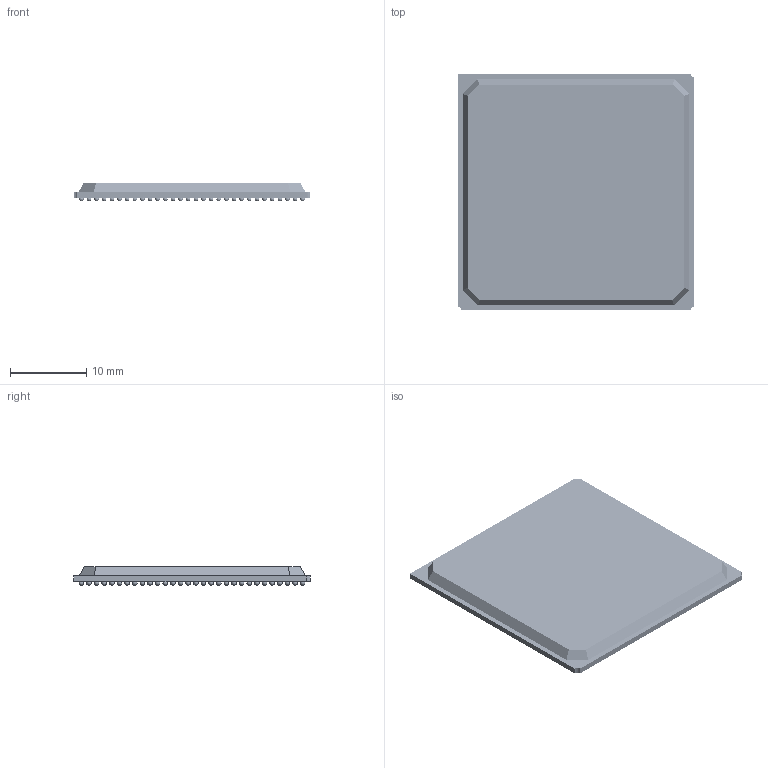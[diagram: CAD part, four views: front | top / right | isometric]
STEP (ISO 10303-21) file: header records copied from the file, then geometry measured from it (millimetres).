
FILE_DESCRIPTION(/* description */ (''),/* implementation_level */ '2;1');
FILE_NAME(/* name */ 'BGA896C100P30X30_3100X3100X244.stp',/* time_stamp */ '2015-03-18T13:27:16+01:00',/* author */ ('admchouv'),/* organization */ (''),/* preprocessor_version */ 'ST-DEVELOPER v15.5',/* originating_system */ 'AutoCAD Mechanical',/* authorisation */ '');
FILE_SCHEMA (('AUTOMOTIVE_DESIGN { 1 0 10303 214 3 1 1 }'));
Length unit declared in the file: millimetre
Products named in the file (1): Product
Bounding box: 31 x 31 x 2.44 mm (x, y, z)
Volume: 1805.5 mm3; surface area: 4818.7 mm2
Topology: 898 solids, 898 shells, 1811 faces, 3629 edges, 2718 vertices
Faces by surface type: plane 912, sphere 896, cylinder 3
Entity records: 26574 total; most frequent: DIRECTION 5467, CARTESIAN_POINT 3679, AXIS2_PLACEMENT_3D 2714, ORIENTED_EDGE 1882, EDGE_LOOP 1811, ADVANCED_FACE 1811, EDGE_CURVE 941, VERTEX_POINT 926
